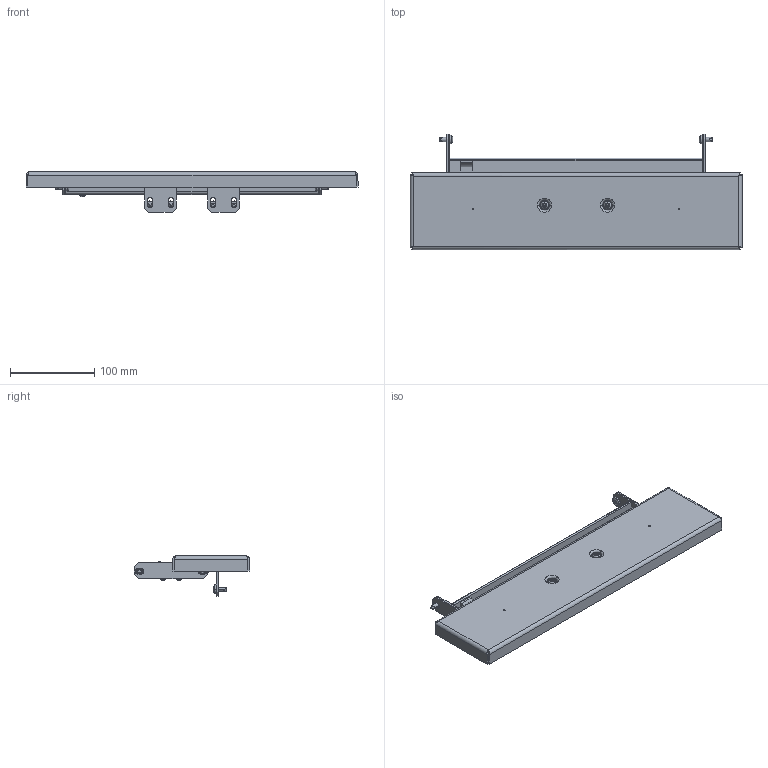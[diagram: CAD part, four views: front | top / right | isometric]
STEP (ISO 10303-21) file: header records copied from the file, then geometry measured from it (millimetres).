
FILE_DESCRIPTION (( 'STEP AP203' ), '1' );
FILE_NAME ('UR33500000418 Ïàíåëü êîíöåâàÿ âåðõíÿÿ ãëóõàÿ 100ìì RS52 00.40 (1 øò.) (000.801.335).STEP', '2022-04-08T11:38:08', ( '' ), ( '' ), 'SwSTEP 2.0', 'SolidWorks 2017', '' );
FILE_SCHEMA (( 'CONFIG_CONTROL_DESIGN' ));
Length unit declared in the file: millimetre
Products named in the file (18): 032-215 Øâåëëåð ìåæñåêöèîííûé LC3_00 (00.40); UR33500000418 Ïàíåëü êîíöåâàÿ âåðõíÿÿ ãëóõàÿ 100ìì RS52 00.40 (1 øò.) (000.801.335); 029-345 Êðîíøòåéí ïàíåëåé êîíöåâûõ LC3; 021-126  呧睯蠈錪; 000.210.446 Îñíîâàíèå ïàíåëè êîíöåâîé ãëóõîé 100 ìì LC3_00 (00.40); 000.203.174 Ïàíåëü êîíöåâàÿ ãëóõàÿ 100 ìì LC3_00 (00.40); Âèíò DIN 7500 C TORX_Œ5å12; Óïëîòíèòåëü ÏÏÓ äëÿ ïàíåëè êîíöåâîé 100 ìì LC3_00 (00.40); Âèíò ÃÎÑÒ Ð ÈÑÎ 7049_ST3.5x9.5; 024-382 砑僔蠂縺 鸀槶錼譇 LC3; 000.173.012 Øâåëëåð ìåæñåêöèîííûé LC3_00 (00.40); Âèíò ISO 7380-2 TX_Œ5å12; 000.203.173 Øâåëëåð ìåæñåêöèîííûé LC3_00 (00.40); 012-1890 Ïàíåëü êîíöåâàÿ ãëóõàÿ 100 ìì LC3_00 (00.40); Çàêëåïêà ðåçüáîâàÿ óìåíüøåííûé áîðòèê øåñòèãðàííàÿ_Œ5å14; Øïèëüêà çàçåìëåíèÿ CKF CS_Œ6å16; 000.169.146 Êðîíøòåéí ïàíåëåé êîíöåâûõ LC3; 044-97 砎鍧錟儆趌00
Assembly tree (30 placements, depth 4):
  UR33500000418 Ïàíåëü êîíöåâàÿ âåðõíÿÿ ãëóõàÿ 100ìì RS52 00.40 (1 øò.) (000.801.335)
    000.203.174 Ïàíåëü êîíöåâàÿ ãëóõàÿ 100 ìì LC3_00 (00.40)
      000.210.446 Îñíîâàíèå ïàíåëè êîíöåâîé ãëóõîé 100 ìì LC3_00 (00.40)
        012-1890 Ïàíåëü êîíöåâàÿ ãëóõàÿ 100 ìì LC3_00 (00.40)
        Øïèëüêà çàçåìëåíèÿ CKF CS_Œ6å16  x2
      Óïëîòíèòåëü ÏÏÓ äëÿ ïàíåëè êîíöåâîé 100 ìì LC3_00 (00.40)
    000.169.146 Êðîíøòåéí ïàíåëåé êîíöåâûõ LC3  x2
      029-345 Êðîíøòåéí ïàíåëåé êîíöåâûõ LC3
      Çàêëåïêà ðåçüáîâàÿ óìåíüøåííûé áîðòèê øåñòèãðàííàÿ_Œ5å14
    Âèíò DIN 7500 C TORX_Œ5å12  x8
    Âèíò ISO 7380-2 TX_Œ5å12  x2
    000.203.173 Øâåëëåð ìåæñåêöèîííûé LC3_00 (00.40)
      000.173.012 Øâåëëåð ìåæñåêöèîííûé LC3_00 (00.40)
        032-215 Øâåëëåð ìåæñåêöèîííûé LC3_00 (00.40)
        024-382 砑僔蠂縺 鸀槶錼譇 LC3  x2
      021-126  呧睯蠈錪
      Âèíò ÃÎÑÒ Ð ÈÑÎ 7049_ST3.5x9.5  x2
    044-97 砎鍧錟儆趌00  x2
Bounding box: 395 x 137 x 48.4 mm (x, y, z)
Volume: 207928.1 mm3; surface area: 209113.2 mm2
Topology: 26 solids, 26 shells, 974 faces, 2492 edges, 1570 vertices
Faces by surface type: plane 513, cylinder 325, cone 52, torus 40, bspline 24, sphere 20
Entity records: 17266 total; most frequent: CARTESIAN_POINT 4228, DIRECTION 2289, ORIENTED_EDGE 2220, EDGE_CURVE 1110, AXIS2_PLACEMENT_3D 833, VERTEX_POINT 690, LINE 623, VECTOR 623
